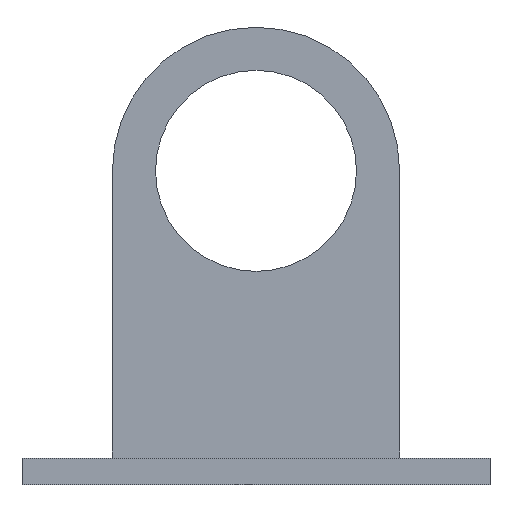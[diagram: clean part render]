
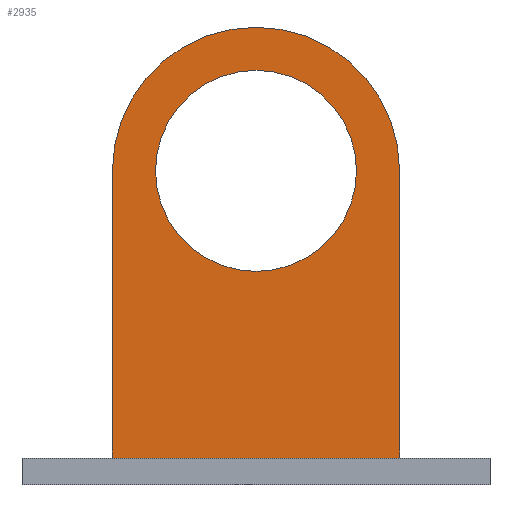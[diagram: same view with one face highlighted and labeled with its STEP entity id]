
A CAD part, front view. The second image highlights one B-rep face of the part: STEP entity #2935.
In plain terms, the highlighted planar face has unit normal (0, -1, 0).
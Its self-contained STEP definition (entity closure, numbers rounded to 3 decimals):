
#2044 = PLANE('',#2045);
#2045 = AXIS2_PLACEMENT_3D('',#2046,#2047,#2048);
#2046 = CARTESIAN_POINT('',(-27.17,-120.5,1.55));
#2047 = DIRECTION('',(0.,0.,1.));
#2048 = DIRECTION('',(1.,0.,0.));
#2326 = VERTEX_POINT('',#2327);
#2327 = CARTESIAN_POINT('',(-16.67,-16.437,1.55));
#2341 = PLANE('',#2342);
#2342 = AXIS2_PLACEMENT_3D('',#2343,#2344,#2345);
#2343 = CARTESIAN_POINT('',(-16.67,-10.223,
    -15.12));
#2344 = DIRECTION('',(1.,0.,0.));
#2345 = DIRECTION('',(0.,-1.,0.));
#2382 = VERTEX_POINT('',#2383);
#2383 = CARTESIAN_POINT('',(16.67,-16.437,1.55));
#2397 = PLANE('',#2398);
#2398 = AXIS2_PLACEMENT_3D('',#2399,#2400,#2401);
#2399 = CARTESIAN_POINT('',(16.67,-10.223,
    -15.12));
#2400 = DIRECTION('',(1.,0.,0.));
#2401 = DIRECTION('',(0.,-1.,0.));
#2409 = EDGE_CURVE('',#2326,#2382,#2410,.T.);
#2410 = SURFACE_CURVE('',#2411,(#2415,#2422),.PCURVE_S1.);
#2411 = LINE('',#2412,#2413);
#2412 = CARTESIAN_POINT('',(0.,-16.437,1.55));
#2413 = VECTOR('',#2414,1.);
#2414 = DIRECTION('',(1.,0.,0.));
#2415 = PCURVE('',#2044,#2416);
#2416 = DEFINITIONAL_REPRESENTATION('',(#2417),#2421);
#2417 = LINE('',#2418,#2419);
#2418 = CARTESIAN_POINT('',(27.17,104.063));
#2419 = VECTOR('',#2420,1.);
#2420 = DIRECTION('',(1.,0.));
#2421 = ( GEOMETRIC_REPRESENTATION_CONTEXT(2) 
PARAMETRIC_REPRESENTATION_CONTEXT() REPRESENTATION_CONTEXT('2D SPACE',''
  ) );
#2422 = PCURVE('',#2423,#2428);
#2423 = PLANE('',#2424);
#2424 = AXIS2_PLACEMENT_3D('',#2425,#2426,#2427);
#2425 = CARTESIAN_POINT('',(-16.67,-16.437,
    -15.12));
#2426 = DIRECTION('',(0.,-1.,0.));
#2427 = DIRECTION('',(1.,0.,0.));
#2428 = DEFINITIONAL_REPRESENTATION('',(#2429),#2433);
#2429 = LINE('',#2430,#2431);
#2430 = CARTESIAN_POINT('',(16.67,16.67));
#2431 = VECTOR('',#2432,1.);
#2432 = DIRECTION('',(1.,0.));
#2433 = ( GEOMETRIC_REPRESENTATION_CONTEXT(2) 
PARAMETRIC_REPRESENTATION_CONTEXT() REPRESENTATION_CONTEXT('2D SPACE',''
  ) );
#2863 = EDGE_CURVE('',#2326,#2864,#2866,.T.);
#2864 = VERTEX_POINT('',#2865);
#2865 = CARTESIAN_POINT('',(-16.67,-16.437,
    34.9));
#2866 = SURFACE_CURVE('',#2867,(#2871,#2878),.PCURVE_S1.);
#2867 = LINE('',#2868,#2869);
#2868 = CARTESIAN_POINT('',(-16.67,-16.437,
    -15.12));
#2869 = VECTOR('',#2870,1.);
#2870 = DIRECTION('',(0.,0.,1.));
#2871 = PCURVE('',#2341,#2872);
#2872 = DEFINITIONAL_REPRESENTATION('',(#2873),#2877);
#2873 = LINE('',#2874,#2875);
#2874 = CARTESIAN_POINT('',(6.215,0.));
#2875 = VECTOR('',#2876,1.);
#2876 = DIRECTION('',(0.,-1.));
#2877 = ( GEOMETRIC_REPRESENTATION_CONTEXT(2) 
PARAMETRIC_REPRESENTATION_CONTEXT() REPRESENTATION_CONTEXT('2D SPACE',''
  ) );
#2878 = PCURVE('',#2423,#2879);
#2879 = DEFINITIONAL_REPRESENTATION('',(#2880),#2884);
#2880 = LINE('',#2881,#2882);
#2881 = CARTESIAN_POINT('',(0.,0.));
#2882 = VECTOR('',#2883,1.);
#2883 = DIRECTION('',(0.,1.));
#2884 = ( GEOMETRIC_REPRESENTATION_CONTEXT(2) 
PARAMETRIC_REPRESENTATION_CONTEXT() REPRESENTATION_CONTEXT('2D SPACE',''
  ) );
#2924 = CYLINDRICAL_SURFACE('',#2925,16.66);
#2925 = AXIS2_PLACEMENT_3D('',#2926,#2927,#2928);
#2926 = CARTESIAN_POINT('',(-0.01,-10.223,
    34.9));
#2927 = DIRECTION('',(0.,-1.,0.));
#2928 = DIRECTION('',(-1.,-0.,0.));
#2935 = ADVANCED_FACE('',(#2936,#3046),#2423,.T.);
#2936 = FACE_BOUND('',#2937,.T.);
#2937 = EDGE_LOOP('',(#2938,#2939,#2940,#2963,#2992,#3020));
#2938 = ORIENTED_EDGE('',*,*,#2863,.F.);
#2939 = ORIENTED_EDGE('',*,*,#2409,.T.);
#2940 = ORIENTED_EDGE('',*,*,#2941,.T.);
#2941 = EDGE_CURVE('',#2382,#2942,#2944,.T.);
#2942 = VERTEX_POINT('',#2943);
#2943 = CARTESIAN_POINT('',(16.67,-16.437,
    34.9));
#2944 = SURFACE_CURVE('',#2945,(#2949,#2956),.PCURVE_S1.);
#2945 = LINE('',#2946,#2947);
#2946 = CARTESIAN_POINT('',(16.67,-16.437,
    -15.12));
#2947 = VECTOR('',#2948,1.);
#2948 = DIRECTION('',(0.,0.,1.));
#2949 = PCURVE('',#2423,#2950);
#2950 = DEFINITIONAL_REPRESENTATION('',(#2951),#2955);
#2951 = LINE('',#2952,#2953);
#2952 = CARTESIAN_POINT('',(33.34,0.));
#2953 = VECTOR('',#2954,1.);
#2954 = DIRECTION('',(0.,1.));
#2955 = ( GEOMETRIC_REPRESENTATION_CONTEXT(2) 
PARAMETRIC_REPRESENTATION_CONTEXT() REPRESENTATION_CONTEXT('2D SPACE',''
  ) );
#2956 = PCURVE('',#2397,#2957);
#2957 = DEFINITIONAL_REPRESENTATION('',(#2958),#2962);
#2958 = LINE('',#2959,#2960);
#2959 = CARTESIAN_POINT('',(6.215,0.));
#2960 = VECTOR('',#2961,1.);
#2961 = DIRECTION('',(0.,-1.));
#2962 = ( GEOMETRIC_REPRESENTATION_CONTEXT(2) 
PARAMETRIC_REPRESENTATION_CONTEXT() REPRESENTATION_CONTEXT('2D SPACE',''
  ) );
#2963 = ORIENTED_EDGE('',*,*,#2964,.T.);
#2964 = EDGE_CURVE('',#2942,#2965,#2967,.T.);
#2965 = VERTEX_POINT('',#2966);
#2966 = CARTESIAN_POINT('',(0.01,-16.437,
    51.56));
#2967 = SURFACE_CURVE('',#2968,(#2973,#2980),.PCURVE_S1.);
#2968 = CIRCLE('',#2969,16.66);
#2969 = AXIS2_PLACEMENT_3D('',#2970,#2971,#2972);
#2970 = CARTESIAN_POINT('',(0.01,-16.437,
    34.9));
#2971 = DIRECTION('',(0.,-1.,0.));
#2972 = DIRECTION('',(0.,-0.,-1.));
#2973 = PCURVE('',#2423,#2974);
#2974 = DEFINITIONAL_REPRESENTATION('',(#2975),#2979);
#2975 = CIRCLE('',#2976,16.66);
#2976 = AXIS2_PLACEMENT_2D('',#2977,#2978);
#2977 = CARTESIAN_POINT('',(16.68,50.02));
#2978 = DIRECTION('',(0.,-1.));
#2979 = ( GEOMETRIC_REPRESENTATION_CONTEXT(2) 
PARAMETRIC_REPRESENTATION_CONTEXT() REPRESENTATION_CONTEXT('2D SPACE',''
  ) );
#2980 = PCURVE('',#2981,#2986);
#2981 = CYLINDRICAL_SURFACE('',#2982,16.66);
#2982 = AXIS2_PLACEMENT_3D('',#2983,#2984,#2985);
#2983 = CARTESIAN_POINT('',(0.01,-10.223,
    34.9));
#2984 = DIRECTION('',(0.,-1.,0.));
#2985 = DIRECTION('',(1.,0.,0.));
#2986 = DEFINITIONAL_REPRESENTATION('',(#2987),#2991);
#2987 = LINE('',#2988,#2989);
#2988 = CARTESIAN_POINT('',(-1.571,6.215));
#2989 = VECTOR('',#2990,1.);
#2990 = DIRECTION('',(1.,0.));
#2991 = ( GEOMETRIC_REPRESENTATION_CONTEXT(2) 
PARAMETRIC_REPRESENTATION_CONTEXT() REPRESENTATION_CONTEXT('2D SPACE',''
  ) );
#2992 = ORIENTED_EDGE('',*,*,#2993,.F.);
#2993 = EDGE_CURVE('',#2994,#2965,#2996,.T.);
#2994 = VERTEX_POINT('',#2995);
#2995 = CARTESIAN_POINT('',(-0.01,-16.437,
    51.56));
#2996 = SURFACE_CURVE('',#2997,(#3001,#3008),.PCURVE_S1.);
#2997 = LINE('',#2998,#2999);
#2998 = CARTESIAN_POINT('',(-16.67,-16.437,
    51.56));
#2999 = VECTOR('',#3000,1.);
#3000 = DIRECTION('',(1.,0.,0.));
#3001 = PCURVE('',#2423,#3002);
#3002 = DEFINITIONAL_REPRESENTATION('',(#3003),#3007);
#3003 = LINE('',#3004,#3005);
#3004 = CARTESIAN_POINT('',(0.,66.68));
#3005 = VECTOR('',#3006,1.);
#3006 = DIRECTION('',(1.,0.));
#3007 = ( GEOMETRIC_REPRESENTATION_CONTEXT(2) 
PARAMETRIC_REPRESENTATION_CONTEXT() REPRESENTATION_CONTEXT('2D SPACE',''
  ) );
#3008 = PCURVE('',#3009,#3014);
#3009 = PLANE('',#3010);
#3010 = AXIS2_PLACEMENT_3D('',#3011,#3012,#3013);
#3011 = CARTESIAN_POINT('',(-16.67,-10.223,
    51.56));
#3012 = DIRECTION('',(0.,0.,1.));
#3013 = DIRECTION('',(0.,-1.,0.));
#3014 = DEFINITIONAL_REPRESENTATION('',(#3015),#3019);
#3015 = LINE('',#3016,#3017);
#3016 = CARTESIAN_POINT('',(6.215,0.));
#3017 = VECTOR('',#3018,1.);
#3018 = DIRECTION('',(0.,1.));
#3019 = ( GEOMETRIC_REPRESENTATION_CONTEXT(2) 
PARAMETRIC_REPRESENTATION_CONTEXT() REPRESENTATION_CONTEXT('2D SPACE',''
  ) );
#3020 = ORIENTED_EDGE('',*,*,#3021,.F.);
#3021 = EDGE_CURVE('',#2864,#2994,#3022,.T.);
#3022 = SURFACE_CURVE('',#3023,(#3028,#3039),.PCURVE_S1.);
#3023 = CIRCLE('',#3024,16.66);
#3024 = AXIS2_PLACEMENT_3D('',#3025,#3026,#3027);
#3025 = CARTESIAN_POINT('',(-0.01,-16.437,
    34.9));
#3026 = DIRECTION('',(-0.,1.,0.));
#3027 = DIRECTION('',(0.,0.,-1.));
#3028 = PCURVE('',#2423,#3029);
#3029 = DEFINITIONAL_REPRESENTATION('',(#3030),#3038);
#3030 = ( BOUNDED_CURVE() B_SPLINE_CURVE(2,(#3031,#3032,#3033,#3034,
#3035,#3036,#3037),.UNSPECIFIED.,.T.,.F.) B_SPLINE_CURVE_WITH_KNOTS((1,2
    ,2,2,2,1),(-2.094,0.,2.094,4.189,
6.283,8.378),.UNSPECIFIED.) CURVE() 
GEOMETRIC_REPRESENTATION_ITEM() RATIONAL_B_SPLINE_CURVE((1.,0.5,1.,0.5,
1.,0.5,1.)) REPRESENTATION_ITEM('') );
#3031 = CARTESIAN_POINT('',(16.66,33.36));
#3032 = CARTESIAN_POINT('',(-12.196,33.36));
#3033 = CARTESIAN_POINT('',(2.232,58.35));
#3034 = CARTESIAN_POINT('',(16.66,83.34));
#3035 = CARTESIAN_POINT('',(31.088,58.35));
#3036 = CARTESIAN_POINT('',(45.516,33.36));
#3037 = CARTESIAN_POINT('',(16.66,33.36));
#3038 = ( GEOMETRIC_REPRESENTATION_CONTEXT(2) 
PARAMETRIC_REPRESENTATION_CONTEXT() REPRESENTATION_CONTEXT('2D SPACE',''
  ) );
#3039 = PCURVE('',#2924,#3040);
#3040 = DEFINITIONAL_REPRESENTATION('',(#3041),#3045);
#3041 = LINE('',#3042,#3043);
#3042 = CARTESIAN_POINT('',(1.571,6.215));
#3043 = VECTOR('',#3044,1.);
#3044 = DIRECTION('',(-1.,0.));
#3045 = ( GEOMETRIC_REPRESENTATION_CONTEXT(2) 
PARAMETRIC_REPRESENTATION_CONTEXT() REPRESENTATION_CONTEXT('2D SPACE',''
  ) );
#3046 = FACE_BOUND('',#3047,.T.);
#3047 = EDGE_LOOP('',(#3048));
#3048 = ORIENTED_EDGE('',*,*,#3049,.T.);
#3049 = EDGE_CURVE('',#3050,#3050,#3052,.T.);
#3050 = VERTEX_POINT('',#3051);
#3051 = CARTESIAN_POINT('',(11.67,-16.437,
    34.89));
#3052 = SURFACE_CURVE('',#3053,(#3058,#3069),.PCURVE_S1.);
#3053 = CIRCLE('',#3054,11.67);
#3054 = AXIS2_PLACEMENT_3D('',#3055,#3056,#3057);
#3055 = CARTESIAN_POINT('',(0.,-16.437,34.89));
#3056 = DIRECTION('',(-0.,1.,0.));
#3057 = DIRECTION('',(1.,0.,0.));
#3058 = PCURVE('',#2423,#3059);
#3059 = DEFINITIONAL_REPRESENTATION('',(#3060),#3068);
#3060 = ( BOUNDED_CURVE() B_SPLINE_CURVE(2,(#3061,#3062,#3063,#3064,
#3065,#3066,#3067),.UNSPECIFIED.,.T.,.F.) B_SPLINE_CURVE_WITH_KNOTS((1,2
    ,2,2,2,1),(-2.094,0.,2.094,4.189,
6.283,8.378),.UNSPECIFIED.) CURVE() 
GEOMETRIC_REPRESENTATION_ITEM() RATIONAL_B_SPLINE_CURVE((1.,0.5,1.,0.5,
1.,0.5,1.)) REPRESENTATION_ITEM('') );
#3061 = CARTESIAN_POINT('',(28.34,50.01));
#3062 = CARTESIAN_POINT('',(28.34,29.797));
#3063 = CARTESIAN_POINT('',(10.835,39.904));
#3064 = CARTESIAN_POINT('',(-6.67,50.01));
#3065 = CARTESIAN_POINT('',(10.835,60.117));
#3066 = CARTESIAN_POINT('',(28.34,70.223));
#3067 = CARTESIAN_POINT('',(28.34,50.01));
#3068 = ( GEOMETRIC_REPRESENTATION_CONTEXT(2) 
PARAMETRIC_REPRESENTATION_CONTEXT() REPRESENTATION_CONTEXT('2D SPACE',''
  ) );
#3069 = PCURVE('',#3070,#3075);
#3070 = CYLINDRICAL_SURFACE('',#3071,11.67);
#3071 = AXIS2_PLACEMENT_3D('',#3072,#3073,#3074);
#3072 = CARTESIAN_POINT('',(0.,36.68,34.89));
#3073 = DIRECTION('',(0.,1.,0.));
#3074 = DIRECTION('',(1.,0.,0.));
#3075 = DEFINITIONAL_REPRESENTATION('',(#3076),#3080);
#3076 = LINE('',#3077,#3078);
#3077 = CARTESIAN_POINT('',(-6.283,-53.117));
#3078 = VECTOR('',#3079,1.);
#3079 = DIRECTION('',(1.,-0.));
#3080 = ( GEOMETRIC_REPRESENTATION_CONTEXT(2) 
PARAMETRIC_REPRESENTATION_CONTEXT() REPRESENTATION_CONTEXT('2D SPACE',''
  ) );
